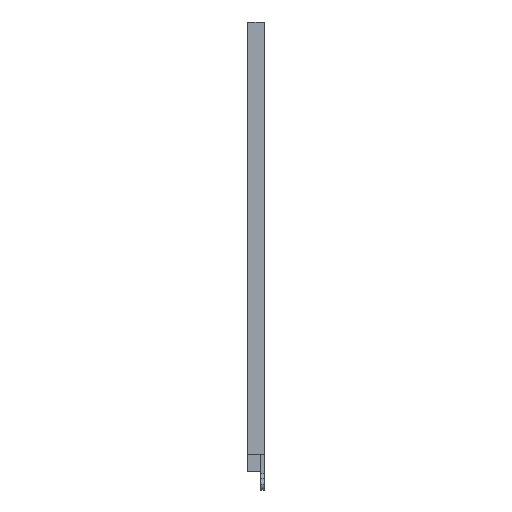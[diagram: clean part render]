
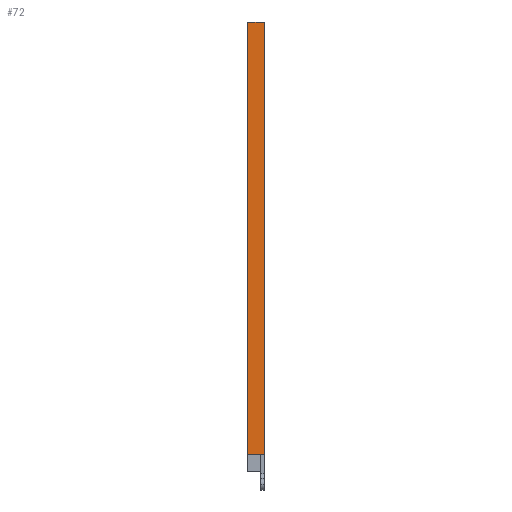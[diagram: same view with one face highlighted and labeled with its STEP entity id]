
A CAD part, left-side view. The second image highlights one B-rep face of the part: STEP entity #72.
In plain terms, the highlighted planar face has unit normal (-1, 0, 0).
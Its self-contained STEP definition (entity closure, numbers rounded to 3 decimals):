
#72 = ADVANCED_FACE ( 'NONE', ( #2198 ), #1837, .T. ) ;
#89 = CARTESIAN_POINT ( 'NONE',  ( -23., 0., 217. ) ) ;
#178 = DIRECTION ( 'NONE',  ( 0., 1., 0. ) ) ;
#388 = VECTOR ( 'NONE', #178, 1000. ) ;
#402 = EDGE_LOOP ( 'NONE', ( #1105, #2044, #1994, #579 ) ) ;
#419 = LINE ( 'NONE', #1819, #1936 ) ;
#452 = EDGE_CURVE ( 'NONE', #1189, #861, #1628, .T. ) ;
#539 = CARTESIAN_POINT ( 'NONE',  ( -23., 0., 217. ) ) ;
#579 = ORIENTED_EDGE ( 'NONE', *, *, #2453, .T. ) ;
#671 = LINE ( 'NONE', #2267, #2515 ) ;
#776 = DIRECTION ( 'NONE',  ( 0., 1., 0. ) ) ;
#790 = DIRECTION ( 'NONE',  ( -1., 0., 0. ) ) ;
#807 = DIRECTION ( 'NONE',  ( 0., 0., 1. ) ) ;
#861 = VERTEX_POINT ( 'NONE', #2113 ) ;
#967 = LINE ( 'NONE', #539, #1932 ) ;
#1040 = VERTEX_POINT ( 'NONE', #2176 ) ;
#1105 = ORIENTED_EDGE ( 'NONE', *, *, #1700, .T. ) ;
#1189 = VERTEX_POINT ( 'NONE', #2343 ) ;
#1221 = CARTESIAN_POINT ( 'NONE',  ( -23., 0., -14. ) ) ;
#1287 = DIRECTION ( 'NONE',  ( 0., 0., 1. ) ) ;
#1628 = LINE ( 'NONE', #2583, #388 ) ;
#1700 = EDGE_CURVE ( 'NONE', #2296, #1040, #967, .T. ) ;
#1819 = CARTESIAN_POINT ( 'NONE',  ( -23., 0., -14. ) ) ;
#1837 = PLANE ( 'NONE',  #1900 ) ;
#1900 = AXIS2_PLACEMENT_3D ( 'NONE', #1221, #790, #2025 ) ;
#1932 = VECTOR ( 'NONE', #776, 1000. ) ;
#1936 = VECTOR ( 'NONE', #807, 1000. ) ;
#1994 = ORIENTED_EDGE ( 'NONE', *, *, #452, .F. ) ;
#2025 = DIRECTION ( 'NONE',  ( 0., 0., 1. ) ) ;
#2044 = ORIENTED_EDGE ( 'NONE', *, *, #2246, .F. ) ;
#2113 = CARTESIAN_POINT ( 'NONE',  ( -23., 9., -14. ) ) ;
#2176 = CARTESIAN_POINT ( 'NONE',  ( -23., 9., 217. ) ) ;
#2198 = FACE_OUTER_BOUND ( 'NONE', #402, .T. ) ;
#2246 = EDGE_CURVE ( 'NONE', #861, #1040, #671, .T. ) ;
#2267 = CARTESIAN_POINT ( 'NONE',  ( -23., 9., -14. ) ) ;
#2296 = VERTEX_POINT ( 'NONE', #89 ) ;
#2343 = CARTESIAN_POINT ( 'NONE',  ( -23., 0., -14. ) ) ;
#2453 = EDGE_CURVE ( 'NONE', #1189, #2296, #419, .T. ) ;
#2515 = VECTOR ( 'NONE', #1287, 1000. ) ;
#2583 = CARTESIAN_POINT ( 'NONE',  ( -23., 0., -14. ) ) ;
